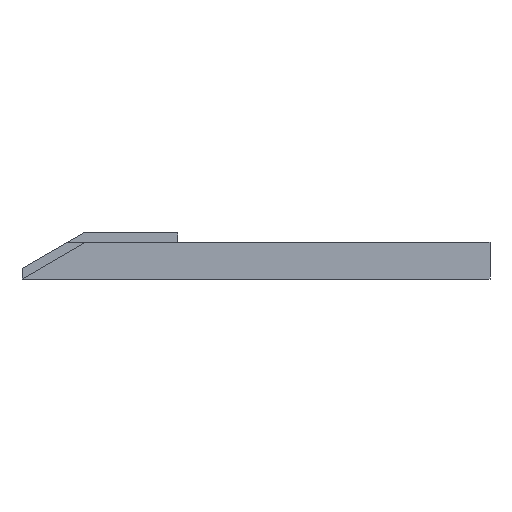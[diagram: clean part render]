
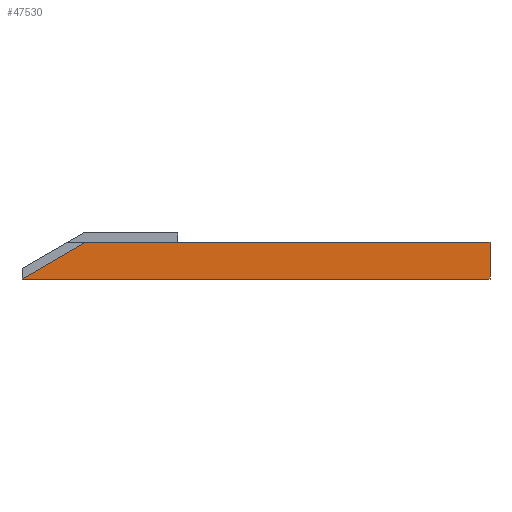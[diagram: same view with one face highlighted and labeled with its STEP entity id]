
A CAD part, front view. The second image highlights one B-rep face of the part: STEP entity #47530.
In plain terms, the highlighted planar face has unit normal (0, -1, 0).
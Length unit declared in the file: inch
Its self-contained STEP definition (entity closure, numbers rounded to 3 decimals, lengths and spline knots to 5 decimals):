
#261 = DIRECTION ( 'NONE',  ( 0., 1., 0. ) ) ;
#1830 = VERTEX_POINT ( 'NONE', #17700 ) ;
#1935 = LINE ( 'NONE', #21303, #19549 ) ;
#2450 = ORIENTED_EDGE ( 'NONE', *, *, #38995, .T. ) ;
#3560 = VECTOR ( 'NONE', #23583, 39.37008 ) ;
#7839 = ORIENTED_EDGE ( 'NONE', *, *, #30754, .F. ) ;
#7945 = VECTOR ( 'NONE', #46002, 39.37008 ) ;
#8729 = CARTESIAN_POINT ( 'NONE',  ( -0.5, -3., 0.07874 ) ) ;
#9198 = LINE ( 'NONE', #21681, #9337 ) ;
#9337 = VECTOR ( 'NONE', #16886, 39.37008 ) ;
#9619 = DIRECTION ( 'NONE',  ( -0.866, 0., -0.5 ) ) ;
#12160 = LINE ( 'NONE', #32327, #3560 ) ;
#14278 = VERTEX_POINT ( 'NONE', #27913 ) ;
#16886 = DIRECTION ( 'NONE',  ( 1., 0., 0. ) ) ;
#17602 = CARTESIAN_POINT ( 'NONE',  ( -0.5, -3., 0.07874 ) ) ;
#17700 = CARTESIAN_POINT ( 'NONE',  ( 0.5, -3., 0.07874 ) ) ;
#19549 = VECTOR ( 'NONE', #9619, 39.37008 ) ;
#20875 = VERTEX_POINT ( 'NONE', #46584 ) ;
#21303 = CARTESIAN_POINT ( 'NONE',  ( -0.36362, -3., 0.07874 ) ) ;
#21681 = CARTESIAN_POINT ( 'NONE',  ( -0.5, -3., 0. ) ) ;
#22872 = CARTESIAN_POINT ( 'NONE',  ( -0.5, -3., 0. ) ) ;
#23583 = DIRECTION ( 'NONE',  ( 0., 0., -1. ) ) ;
#25356 = EDGE_LOOP ( 'NONE', ( #48579, #2450, #51505, #7839 ) ) ;
#27913 = CARTESIAN_POINT ( 'NONE',  ( -0.36362, -3., 0.07874 ) ) ;
#28895 = FACE_OUTER_BOUND ( 'NONE', #25356, .T. ) ;
#29809 = EDGE_CURVE ( 'NONE', #39093, #20875, #9198, .T. ) ;
#30754 = EDGE_CURVE ( 'NONE', #1830, #20875, #12160, .T. ) ;
#32327 = CARTESIAN_POINT ( 'NONE',  ( 0.5, -3., 0.07874 ) ) ;
#35457 = AXIS2_PLACEMENT_3D ( 'NONE', #8729, #261, #41121 ) ;
#37464 = EDGE_CURVE ( 'NONE', #14278, #1830, #50495, .T. ) ;
#38995 = EDGE_CURVE ( 'NONE', #14278, #39093, #1935, .T. ) ;
#39093 = VERTEX_POINT ( 'NONE', #22872 ) ;
#41121 = DIRECTION ( 'NONE',  ( -1., 0., 0. ) ) ;
#46002 = DIRECTION ( 'NONE',  ( 1., 0., 0. ) ) ;
#46584 = CARTESIAN_POINT ( 'NONE',  ( 0.5, -3., 0. ) ) ;
#47530 = ADVANCED_FACE ( 'NONE', ( #28895 ), #48813, .F. ) ;
#48579 = ORIENTED_EDGE ( 'NONE', *, *, #37464, .F. ) ;
#48813 = PLANE ( 'NONE',  #35457 ) ;
#50495 = LINE ( 'NONE', #17602, #7945 ) ;
#51505 = ORIENTED_EDGE ( 'NONE', *, *, #29809, .T. ) ;
